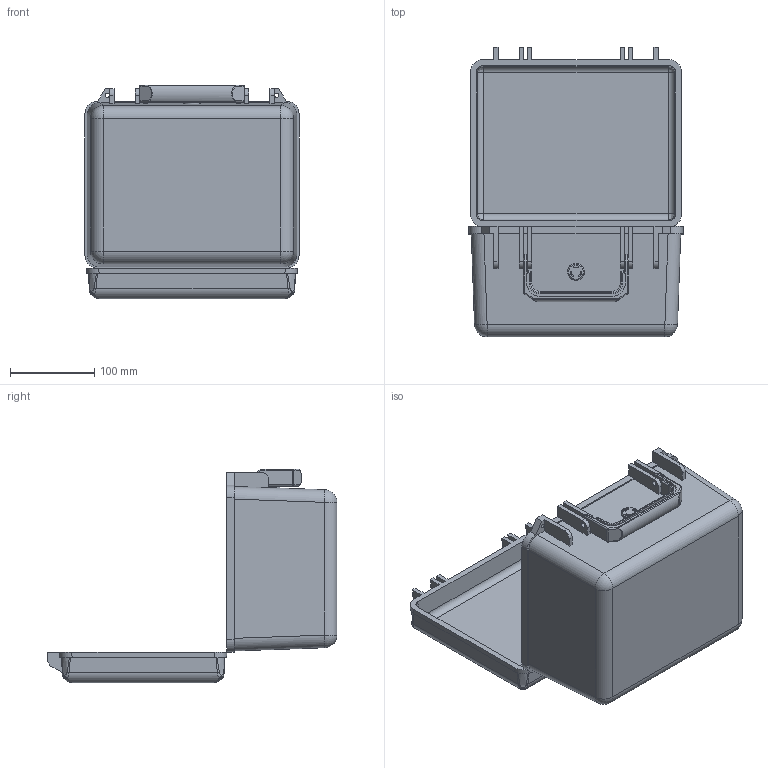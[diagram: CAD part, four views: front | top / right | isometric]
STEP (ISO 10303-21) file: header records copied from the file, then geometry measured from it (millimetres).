
FILE_DESCRIPTION (( 'STEP AP214' ), '1' );
FILE_NAME ('Peli 1300.STEP', '2021-11-22T06:02:51', ( '' ), ( '' ), 'SwSTEP 2.0', 'SolidWorks 2018', '' );
FILE_SCHEMA (( 'AUTOMOTIVE_DESIGN' ));
Length unit declared in the file: millimetre
Products named in the file (4): 1300-CASE-TOP; handle; Peli 1300; 1300-CASE-BOT
Assembly tree (3 placements, depth 2):
  Peli 1300
    1300-CASE-BOT
    1300-CASE-TOP
    handle
Bounding box: 254 x 343.93 x 253.36 mm (x, y, z)
Volume: 1139899.6 mm3; surface area: 476281.8 mm2
Topology: 3 solids, 3 shells, 423 faces, 1043 edges, 632 vertices
Faces by surface type: plane 185, cylinder 137, bspline 47, sphere 28, torus 22, cone 4
Entity records: 13583 total; most frequent: CARTESIAN_POINT 3709, ORIENTED_EDGE 2062, DIRECTION 2010, EDGE_CURVE 1031, AXIS2_PLACEMENT_3D 711, VERTEX_POINT 632, LINE 588, VECTOR 588
